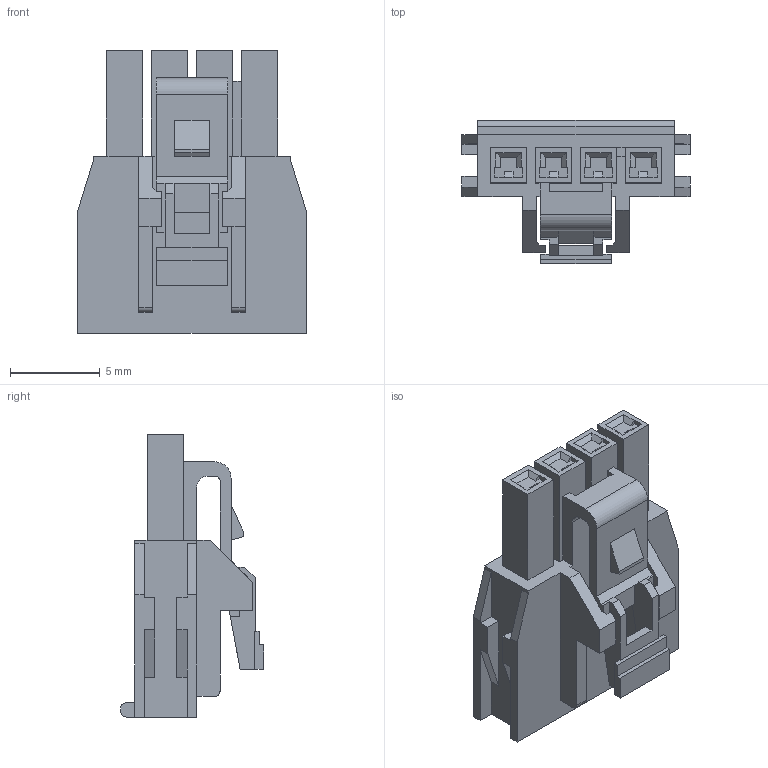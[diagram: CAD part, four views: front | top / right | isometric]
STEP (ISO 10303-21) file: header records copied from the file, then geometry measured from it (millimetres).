
FILE_DESCRIPTION(/* description */ (''),/* implementation_level */ '2;1');
FILE_NAME(/* name */ '1053071204wbm000_01_214.stp',/* time_stamp */ '2021-10-06T01:07:48+06:00',/* author */ (''),/* organization */ (''),/* preprocessor_version */ 'ST-DEVELOPER v16.7',/* originating_system */ 'SIEMENS PLM Software NX 1919',/* authorisation */ '');
FILE_SCHEMA (('AUTOMOTIVE_DESIGN { 1 0 10303 214 3 1 1 1 }'));
Length unit declared in the file: millimetre
Products named in the file (1): 1053071204wbm000_01
Bounding box: 12.7 x 7.96 x 15.7 mm (x, y, z)
Volume: 555.7 mm3; surface area: 883 mm2
Topology: 1 solids, 1 shells, 246 faces, 666 edges, 430 vertices
Faces by surface type: plane 239, cylinder 7
Entity records: 7556 total; most frequent: CARTESIAN_POINT 1343, ORIENTED_EDGE 1332, DIRECTION 1174, EDGE_CURVE 666, LINE 652, VECTOR 652, VERTEX_POINT 430, AXIS2_PLACEMENT_3D 261
